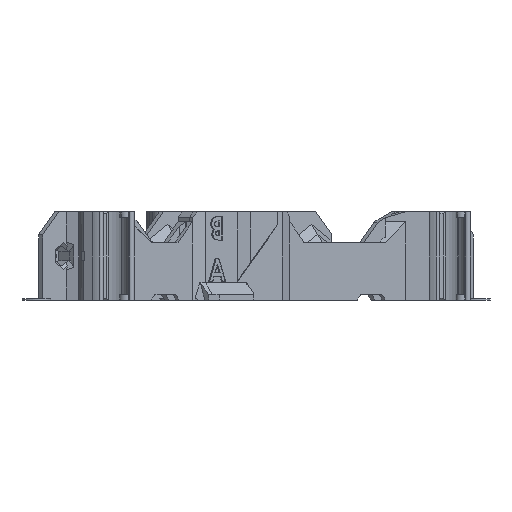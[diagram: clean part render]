
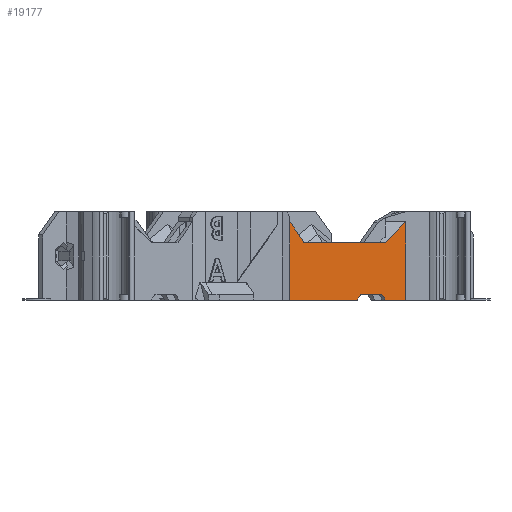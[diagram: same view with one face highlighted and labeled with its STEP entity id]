
A CAD part, front view. The second image highlights one B-rep face of the part: STEP entity #19177.
In plain terms, the highlighted planar face has unit normal (0.707, -0.707, 0).
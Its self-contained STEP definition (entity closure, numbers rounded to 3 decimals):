
#278 = VERTEX_POINT ( 'NONE', #16413 ) ;
#380 = EDGE_CURVE ( 'NONE', #11454, #278, #19728, .T. ) ;
#513 = LINE ( 'NONE', #20382, #13420 ) ;
#559 = EDGE_CURVE ( 'NONE', #3025, #16021, #14200, .T. ) ;
#672 = LINE ( 'NONE', #3866, #12806 ) ;
#698 = DIRECTION ( 'NONE',  ( -0.5, -0.5, 0.707 ) ) ;
#915 = EDGE_CURVE ( 'NONE', #1452, #4257, #21035, .T. ) ;
#983 = CARTESIAN_POINT ( 'NONE',  ( 12.383, 43.919, 0. ) ) ;
#1347 = EDGE_CURVE ( 'NONE', #15516, #4257, #1998, .T. ) ;
#1452 = VERTEX_POINT ( 'NONE', #9714 ) ;
#1984 = VERTEX_POINT ( 'NONE', #9185 ) ;
#1998 = LINE ( 'NONE', #7510, #4897 ) ;
#2242 = EDGE_CURVE ( 'NONE', #278, #1984, #672, .T. ) ;
#2955 = ORIENTED_EDGE ( 'NONE', *, *, #11966, .F. ) ;
#3025 = VERTEX_POINT ( 'NONE', #8067 ) ;
#3125 = PLANE ( 'NONE',  #11104 ) ;
#3134 = LINE ( 'NONE', #19463, #8130 ) ;
#3720 = ORIENTED_EDGE ( 'NONE', *, *, #15313, .F. ) ;
#3866 = CARTESIAN_POINT ( 'NONE',  ( -43.366, -11.831, 0. ) ) ;
#4257 = VERTEX_POINT ( 'NONE', #13985 ) ;
#4367 = DIRECTION ( 'NONE',  ( -0.577, -0.577, -0.577 ) ) ;
#4624 = ORIENTED_EDGE ( 'NONE', *, *, #2242, .F. ) ;
#4897 = VECTOR ( 'NONE', #17759, 1000. ) ;
#4996 = VERTEX_POINT ( 'NONE', #20051 ) ;
#5747 = CARTESIAN_POINT ( 'NONE',  ( -43.366, -11.831, 0. ) ) ;
#6940 = VECTOR ( 'NONE', #12624, 1000. ) ;
#7195 = CARTESIAN_POINT ( 'NONE',  ( 51.473, 83.008, 22.543 ) ) ;
#7365 = CARTESIAN_POINT ( 'NONE',  ( 17.018, 48.553, -8.308 ) ) ;
#7510 = CARTESIAN_POINT ( 'NONE',  ( 12.383, 43.919, 156.665 ) ) ;
#7765 = EDGE_LOOP ( 'NONE', ( #2955, #10945, #3720, #4624, #19534, #16486, #18018, #9483, #16878, #15842 ) ) ;
#7787 = VERTEX_POINT ( 'NONE', #17153 ) ;
#8067 = CARTESIAN_POINT ( 'NONE',  ( 44.017, 75.553, 2. ) ) ;
#8130 = VECTOR ( 'NONE', #698, 1000. ) ;
#8636 = DIRECTION ( 'NONE',  ( 0.707, 0.707, 0. ) ) ;
#9185 = CARTESIAN_POINT ( 'NONE',  ( 45.432, 76.967, 0. ) ) ;
#9483 = ORIENTED_EDGE ( 'NONE', *, *, #915, .T. ) ;
#9714 = CARTESIAN_POINT ( 'NONE',  ( 17.333, 48.868, 20. ) ) ;
#9858 = CARTESIAN_POINT ( 'NONE',  ( 36.946, 68.482, 2. ) ) ;
#10022 = DIRECTION ( 'NONE',  ( -0.5, -0.5, 0.707 ) ) ;
#10945 = ORIENTED_EDGE ( 'NONE', *, *, #559, .F. ) ;
#11104 = AXIS2_PLACEMENT_3D ( 'NONE', #13427, #18428, #16601 ) ;
#11302 = VECTOR ( 'NONE', #21846, 1000. ) ;
#11414 = LINE ( 'NONE', #7365, #13004 ) ;
#11454 = VERTEX_POINT ( 'NONE', #20516 ) ;
#11516 = CARTESIAN_POINT ( 'NONE',  ( 17.333, 48.868, 20. ) ) ;
#11966 = EDGE_CURVE ( 'NONE', #16021, #4996, #16857, .T. ) ;
#12401 = VECTOR ( 'NONE', #17462, 1000. ) ;
#12624 = DIRECTION ( 'NONE',  ( -0.707, -0.707, 0. ) ) ;
#12779 = LINE ( 'NONE', #5747, #6940 ) ;
#12806 = VECTOR ( 'NONE', #18945, 1000. ) ;
#13004 = VECTOR ( 'NONE', #4367, 1000. ) ;
#13420 = VECTOR ( 'NONE', #8636, 1000. ) ;
#13427 = CARTESIAN_POINT ( 'NONE',  ( -43.366, -11.831, 156.665 ) ) ;
#13647 = VECTOR ( 'NONE', #13658, 1000. ) ;
#13658 = DIRECTION ( 'NONE',  ( -0.707, -0.707, 0. ) ) ;
#13985 = CARTESIAN_POINT ( 'NONE',  ( 12.383, 43.919, 27. ) ) ;
#14200 = LINE ( 'NONE', #20677, #13647 ) ;
#15060 = CARTESIAN_POINT ( 'NONE',  ( 52.326, 83.861, 0. ) ) ;
#15313 = EDGE_CURVE ( 'NONE', #1984, #3025, #3134, .T. ) ;
#15516 = VERTEX_POINT ( 'NONE', #983 ) ;
#15842 = ORIENTED_EDGE ( 'NONE', *, *, #17904, .F. ) ;
#16021 = VERTEX_POINT ( 'NONE', #9858 ) ;
#16413 = CARTESIAN_POINT ( 'NONE',  ( 52.326, 83.861, 0. ) ) ;
#16486 = ORIENTED_EDGE ( 'NONE', *, *, #19546, .T. ) ;
#16601 = DIRECTION ( 'NONE',  ( 0., 0., -1. ) ) ;
#16857 = LINE ( 'NONE', #7195, #12401 ) ;
#16878 = ORIENTED_EDGE ( 'NONE', *, *, #1347, .F. ) ;
#17153 = CARTESIAN_POINT ( 'NONE',  ( 45.326, 76.861, 20. ) ) ;
#17462 = DIRECTION ( 'NONE',  ( -0.5, -0.5, -0.707 ) ) ;
#17759 = DIRECTION ( 'NONE',  ( 0., 0., 1. ) ) ;
#17904 = EDGE_CURVE ( 'NONE', #4996, #15516, #12779, .T. ) ;
#18018 = ORIENTED_EDGE ( 'NONE', *, *, #21686, .F. ) ;
#18109 = VECTOR ( 'NONE', #10022, 1000. ) ;
#18428 = DIRECTION ( 'NONE',  ( 0.707, -0.707, 0. ) ) ;
#18945 = DIRECTION ( 'NONE',  ( -0.707, -0.707, 0. ) ) ;
#19177 = ADVANCED_FACE ( 'NONE', ( #20117 ), #3125, .T. ) ;
#19463 = CARTESIAN_POINT ( 'NONE',  ( -54.357, -22.821, 141.122 ) ) ;
#19534 = ORIENTED_EDGE ( 'NONE', *, *, #380, .F. ) ;
#19546 = EDGE_CURVE ( 'NONE', #11454, #7787, #11414, .T. ) ;
#19728 = LINE ( 'NONE', #15060, #11302 ) ;
#20051 = CARTESIAN_POINT ( 'NONE',  ( 35.532, 67.067, 0. ) ) ;
#20117 = FACE_OUTER_BOUND ( 'NONE', #7765, .T. ) ;
#20382 = CARTESIAN_POINT ( 'NONE',  ( -43.366, -11.831, 20. ) ) ;
#20516 = CARTESIAN_POINT ( 'NONE',  ( 52.326, 83.861, 27. ) ) ;
#20677 = CARTESIAN_POINT ( 'NONE',  ( -43.366, -11.831, 2. ) ) ;
#21035 = LINE ( 'NONE', #11516, #18109 ) ;
#21686 = EDGE_CURVE ( 'NONE', #1452, #7787, #513, .T. ) ;
#21846 = DIRECTION ( 'NONE',  ( 0., 0., -1. ) ) ;
